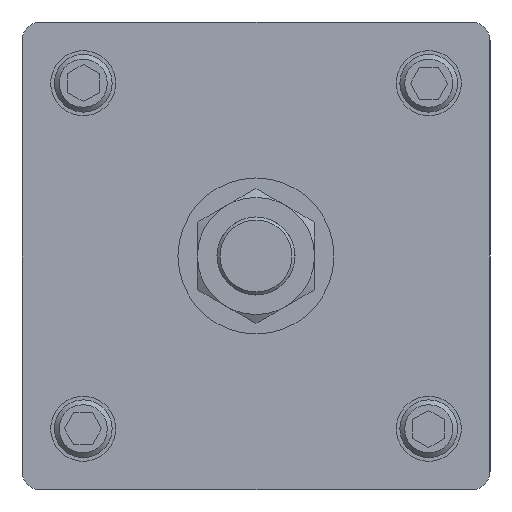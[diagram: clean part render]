
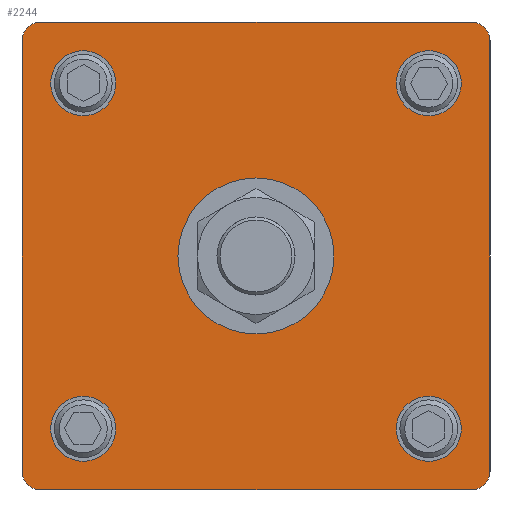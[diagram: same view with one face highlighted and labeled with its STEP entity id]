
A CAD part, left-side view. The second image highlights one B-rep face of the part: STEP entity #2244.
In plain terms, the highlighted planar face has unit normal (-1, 0, 0).
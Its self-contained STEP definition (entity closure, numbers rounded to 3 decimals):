
#215=LINE('',#3696,#333);
#216=LINE('',#3700,#334);
#217=LINE('',#3704,#335);
#218=LINE('',#3708,#336);
#333=VECTOR('',#2973,1000.);
#334=VECTOR('',#2976,1000.);
#335=VECTOR('',#2979,1000.);
#336=VECTOR('',#2982,1000.);
#412=PLANE('',#2510);
#648=ORIENTED_EDGE('',*,*,#1105,.T.);
#649=ORIENTED_EDGE('',*,*,#1106,.F.);
#650=ORIENTED_EDGE('',*,*,#1107,.T.);
#651=ORIENTED_EDGE('',*,*,#1108,.F.);
#652=ORIENTED_EDGE('',*,*,#1109,.T.);
#653=ORIENTED_EDGE('',*,*,#1110,.F.);
#654=ORIENTED_EDGE('',*,*,#1111,.T.);
#655=ORIENTED_EDGE('',*,*,#1112,.F.);
#656=ORIENTED_EDGE('',*,*,#1113,.F.);
#657=ORIENTED_EDGE('',*,*,#1104,.T.);
#658=ORIENTED_EDGE('',*,*,#1102,.T.);
#659=ORIENTED_EDGE('',*,*,#1100,.T.);
#660=ORIENTED_EDGE('',*,*,#1098,.T.);
#1098=EDGE_CURVE('',#1347,#1347,#1508,.T.);
#1100=EDGE_CURVE('',#1349,#1349,#1510,.T.);
#1102=EDGE_CURVE('',#1351,#1351,#1512,.T.);
#1104=EDGE_CURVE('',#1353,#1353,#1514,.T.);
#1105=EDGE_CURVE('',#1354,#1355,#1515,.T.);
#1106=EDGE_CURVE('',#1356,#1355,#215,.T.);
#1107=EDGE_CURVE('',#1356,#1357,#1516,.T.);
#1108=EDGE_CURVE('',#1358,#1357,#216,.T.);
#1109=EDGE_CURVE('',#1358,#1359,#1517,.T.);
#1110=EDGE_CURVE('',#1360,#1359,#217,.T.);
#1111=EDGE_CURVE('',#1360,#1361,#1518,.T.);
#1112=EDGE_CURVE('',#1354,#1361,#218,.T.);
#1113=EDGE_CURVE('',#1362,#1362,#1519,.T.);
#1347=VERTEX_POINT('',#3673);
#1349=VERTEX_POINT('',#3679);
#1351=VERTEX_POINT('',#3685);
#1353=VERTEX_POINT('',#3691);
#1354=VERTEX_POINT('',#3694);
#1355=VERTEX_POINT('',#3695);
#1356=VERTEX_POINT('',#3697);
#1357=VERTEX_POINT('',#3699);
#1358=VERTEX_POINT('',#3701);
#1359=VERTEX_POINT('',#3703);
#1360=VERTEX_POINT('',#3705);
#1361=VERTEX_POINT('',#3707);
#1362=VERTEX_POINT('',#3710);
#1508=CIRCLE('',#2497,7.938);
#1510=CIRCLE('',#2501,7.938);
#1512=CIRCLE('',#2505,7.938);
#1514=CIRCLE('',#2509,7.938);
#1515=CIRCLE('',#2511,4.572);
#1516=CIRCLE('',#2512,4.572);
#1517=CIRCLE('',#2513,4.572);
#1518=CIRCLE('',#2514,4.572);
#1519=CIRCLE('',#2515,19.05);
#1688=EDGE_LOOP('',(#648,#649,#650,#651,#652,#653,#654,#655));
#1689=EDGE_LOOP('',(#656));
#1690=EDGE_LOOP('',(#657));
#1691=EDGE_LOOP('',(#658));
#1692=EDGE_LOOP('',(#659));
#1693=EDGE_LOOP('',(#660));
#1954=FACE_BOUND('',#1688,.T.);
#1955=FACE_BOUND('',#1689,.T.);
#1956=FACE_BOUND('',#1690,.T.);
#1957=FACE_BOUND('',#1691,.T.);
#1958=FACE_BOUND('',#1692,.T.);
#1959=FACE_BOUND('',#1693,.T.);
#2244=ADVANCED_FACE('',(#1954,#1955,#1956,#1957,#1958,#1959),#412,.F.);
#2497=AXIS2_PLACEMENT_3D('',#3672,#2943,#2944);
#2501=AXIS2_PLACEMENT_3D('',#3678,#2951,#2952);
#2505=AXIS2_PLACEMENT_3D('',#3684,#2959,#2960);
#2509=AXIS2_PLACEMENT_3D('',#3690,#2967,#2968);
#2510=AXIS2_PLACEMENT_3D('',#3692,#2969,#2970);
#2511=AXIS2_PLACEMENT_3D('',#3693,#2971,#2972);
#2512=AXIS2_PLACEMENT_3D('',#3698,#2974,#2975);
#2513=AXIS2_PLACEMENT_3D('',#3702,#2977,#2978);
#2514=AXIS2_PLACEMENT_3D('',#3706,#2980,#2981);
#2515=AXIS2_PLACEMENT_3D('',#3709,#2983,#2984);
#2943=DIRECTION('',(1.,0.,0.));
#2944=DIRECTION('',(0.,-1.,0.));
#2951=DIRECTION('',(1.,0.,0.));
#2952=DIRECTION('',(0.,0.,-1.));
#2959=DIRECTION('',(1.,0.,0.));
#2960=DIRECTION('',(0.,1.,0.));
#2967=DIRECTION('',(1.,0.,0.));
#2968=DIRECTION('',(0.,0.,1.));
#2969=DIRECTION('',(1.,0.,0.));
#2970=DIRECTION('',(0.,1.,0.));
#2971=DIRECTION('',(-1.,0.,0.));
#2972=DIRECTION('',(0.,0.,-1.));
#2973=DIRECTION('',(0.,-1.,0.));
#2974=DIRECTION('',(-1.,0.,0.));
#2975=DIRECTION('',(0.,0.,-1.));
#2976=DIRECTION('',(0.,0.,1.));
#2977=DIRECTION('',(-1.,0.,0.));
#2978=DIRECTION('',(0.,0.,-1.));
#2979=DIRECTION('',(0.,1.,0.));
#2980=DIRECTION('',(-1.,0.,0.));
#2981=DIRECTION('',(0.,0.,-1.));
#2982=DIRECTION('',(0.,0.,-1.));
#2983=DIRECTION('',(-1.,0.,0.));
#2984=DIRECTION('',(0.,0.,1.));
#3672=CARTESIAN_POINT('',(0.,-42.207,-42.207));
#3673=CARTESIAN_POINT('',(0.,-50.145,-42.207));
#3678=CARTESIAN_POINT('',(0.,42.207,-42.207));
#3679=CARTESIAN_POINT('',(0.,42.207,-50.145));
#3684=CARTESIAN_POINT('',(0.,42.207,42.207));
#3685=CARTESIAN_POINT('',(0.,50.145,42.207));
#3690=CARTESIAN_POINT('',(0.,-42.207,42.207));
#3691=CARTESIAN_POINT('',(0.,-42.207,50.145));
#3692=CARTESIAN_POINT('',(0.,0.,0.));
#3693=CARTESIAN_POINT('',(0.,-52.578,52.578));
#3694=CARTESIAN_POINT('',(0.,-57.15,52.578));
#3695=CARTESIAN_POINT('',(0.,-52.578,57.15));
#3696=CARTESIAN_POINT('',(0.,25.4,57.15));
#3697=CARTESIAN_POINT('',(0.,52.578,57.15));
#3698=CARTESIAN_POINT('',(0.,52.578,52.578));
#3699=CARTESIAN_POINT('',(0.,57.15,52.578));
#3700=CARTESIAN_POINT('',(0.,57.15,-25.4));
#3701=CARTESIAN_POINT('',(0.,57.15,-52.578));
#3702=CARTESIAN_POINT('',(0.,52.578,-52.578));
#3703=CARTESIAN_POINT('',(0.,52.578,-57.15));
#3704=CARTESIAN_POINT('',(0.,-25.4,-57.15));
#3705=CARTESIAN_POINT('',(0.,-52.578,-57.15));
#3706=CARTESIAN_POINT('',(0.,-52.578,-52.578));
#3707=CARTESIAN_POINT('',(0.,-57.15,-52.578));
#3708=CARTESIAN_POINT('',(0.,-57.15,25.4));
#3709=CARTESIAN_POINT('',(0.,0.,0.));
#3710=CARTESIAN_POINT('',(0.,0.,19.05));
